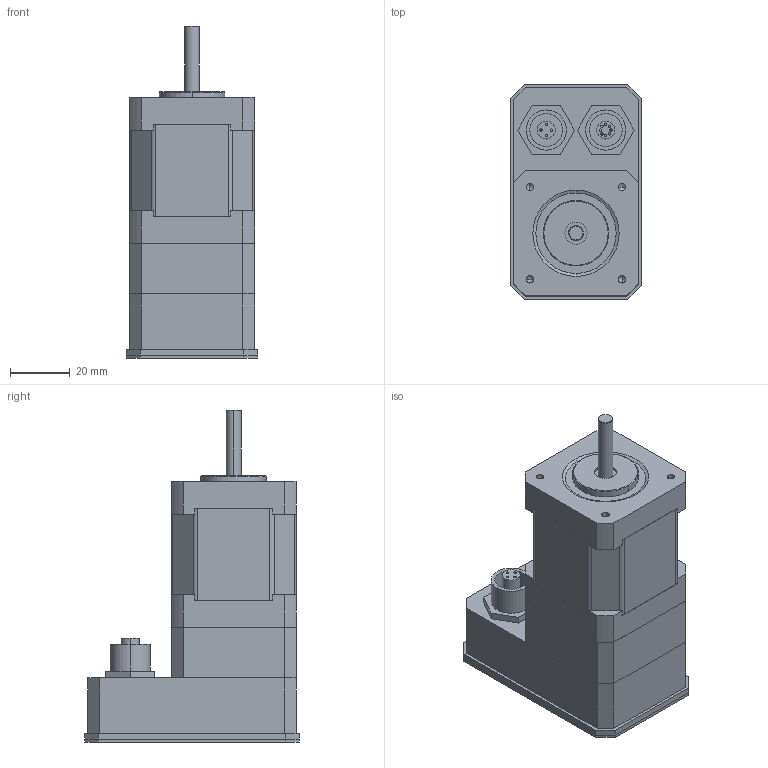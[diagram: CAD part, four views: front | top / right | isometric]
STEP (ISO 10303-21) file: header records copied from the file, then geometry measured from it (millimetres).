
FILE_DESCRIPTION (( 'STEP AP203' ), '1' );
FILE_NAME ('圆轴装配体.STEP', '2020-03-25T08:17:30', ( '微软用户' ), ( '微软中国' ), 'SwSTEP 2.0', 'SolidWorks 2016', '' );
FILE_SCHEMA (( 'CONFIG_CONTROL_DESIGN' ));
Length unit declared in the file: millimetre
Products named in the file (5): 航插接头_默认<按加工>; 航插接头 - 2_默认<按加工>; 埴粣蚾饜极; 底座_默认<按加工>; ST4118L0804-A
Assembly tree (4 placements, depth 2):
  埴粣蚾饜极
    底座_默认<按加工>
    ST4118L0804-A
    航插接头_默认<按加工>
    航插接头 - 2_默认<按加工>
Bounding box: 44 x 72 x 111.5 mm (x, y, z)
Volume: 95175.8 mm3; surface area: 44438.9 mm2
Topology: 6 solids, 14 shells, 268 faces, 785 edges, 526 vertices
Faces by surface type: plane 154, cylinder 74, cone 36, bspline 4
Entity records: 10412 total; most frequent: CARTESIAN_POINT 2982, DIRECTION 1403, ORIENTED_EDGE 1349, EDGE_CURVE 775, VERTEX_POINT 525, AXIS2_PLACEMENT_3D 478, LINE 447, VECTOR 447
